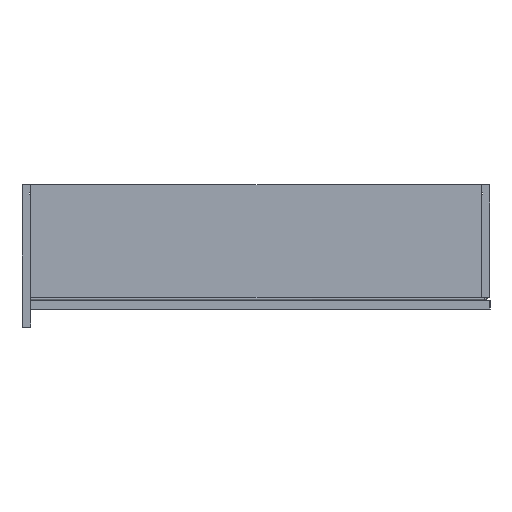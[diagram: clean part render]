
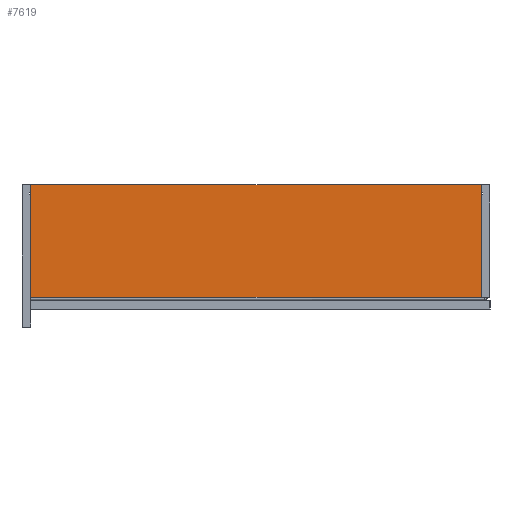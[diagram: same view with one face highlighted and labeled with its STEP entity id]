
A CAD part, left-side view. The second image highlights one B-rep face of the part: STEP entity #7619.
In plain terms, the highlighted face is planar.
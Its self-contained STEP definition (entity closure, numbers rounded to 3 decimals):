
#540=FACE_OUTER_BOUND('',#1031,.T.);
#1031=EDGE_LOOP('',(#6783,#6784,#6785,#6786));
#2027=LINE('',#11942,#3058);
#2029=LINE('',#11947,#3060);
#2030=LINE('',#11948,#3061);
#2031=LINE('',#11949,#3062);
#3058=VECTOR('',#9829,10.);
#3060=VECTOR('',#9833,10.);
#3061=VECTOR('',#9834,10.);
#3062=VECTOR('',#9835,10.);
#3772=VERTEX_POINT('',#11939);
#3773=VERTEX_POINT('',#11941);
#3774=VERTEX_POINT('',#11945);
#3775=VERTEX_POINT('',#11946);
#4785=EDGE_CURVE('',#3773,#3772,#2027,.T.);
#4787=EDGE_CURVE('',#3774,#3775,#2029,.T.);
#4788=EDGE_CURVE('',#3775,#3773,#2030,.T.);
#4789=EDGE_CURVE('',#3772,#3774,#2031,.T.);
#6783=ORIENTED_EDGE('',*,*,#4787,.T.);
#6784=ORIENTED_EDGE('',*,*,#4788,.T.);
#6785=ORIENTED_EDGE('',*,*,#4785,.T.);
#6786=ORIENTED_EDGE('',*,*,#4789,.T.);
#7261=PLANE('',#8149);
#7619=ADVANCED_FACE('',(#540),#7261,.T.);
#8149=AXIS2_PLACEMENT_3D('',#11944,#9831,#9832);
#9829=DIRECTION('',(0.,0.,-1.));
#9831=DIRECTION('center_axis',(0.,-1.,0.));
#9832=DIRECTION('ref_axis',(0.,0.,-1.));
#9833=DIRECTION('',(0.,0.,1.));
#9834=DIRECTION('',(-1.,0.,0.));
#9835=DIRECTION('',(1.,0.,0.));
#11939=CARTESIAN_POINT('',(-301.,-6.,-75.));
#11941=CARTESIAN_POINT('',(-301.,-6.,75.));
#11942=CARTESIAN_POINT('',(-301.,-6.,-75.));
#11944=CARTESIAN_POINT('Origin',(0.,-6.,0.));
#11945=CARTESIAN_POINT('',(301.,-6.,-75.));
#11946=CARTESIAN_POINT('',(301.,-6.,75.));
#11947=CARTESIAN_POINT('',(301.,-6.,75.));
#11948=CARTESIAN_POINT('',(-301.,-6.,75.));
#11949=CARTESIAN_POINT('',(301.,-6.,-75.));
